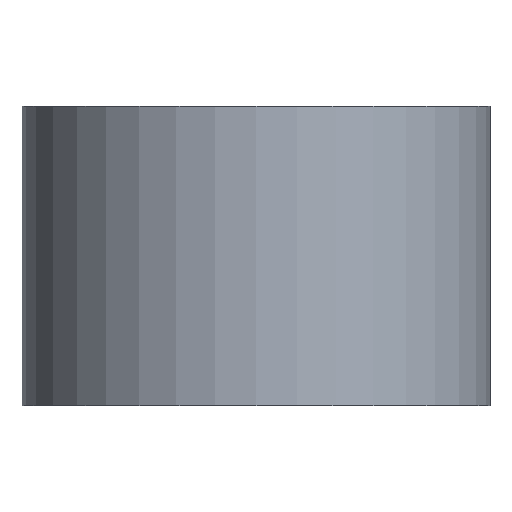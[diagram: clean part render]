
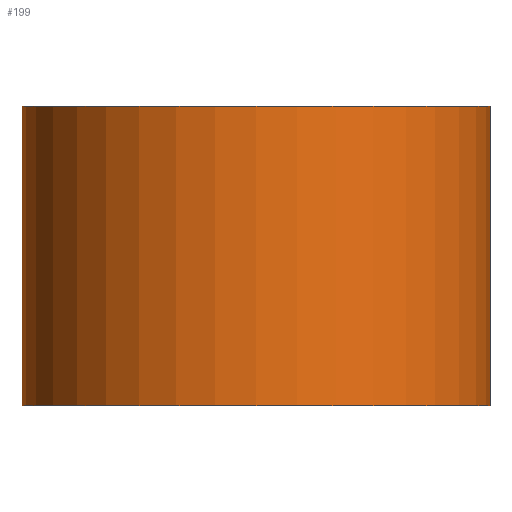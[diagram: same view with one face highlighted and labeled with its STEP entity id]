
A CAD part, front view. The second image highlights one B-rep face of the part: STEP entity #199.
In plain terms, the highlighted cylindrical face has radius 25 mm (diameter 50 mm), a partial arc.
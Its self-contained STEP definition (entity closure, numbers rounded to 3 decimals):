
#3 = LINE ( 'NONE', #109, #171 ) ;
#9 = VERTEX_POINT ( 'NONE', #237 ) ;
#31 = EDGE_CURVE ( 'NONE', #44, #314, #275, .T. ) ;
#42 = EDGE_LOOP ( 'NONE', ( #120, #182, #153, #166 ) ) ;
#44 = VERTEX_POINT ( 'NONE', #271 ) ;
#45 = AXIS2_PLACEMENT_3D ( 'NONE', #214, #66, #318 ) ;
#51 = AXIS2_PLACEMENT_3D ( 'NONE', #294, #220, #72 ) ;
#52 = DIRECTION ( 'NONE',  ( 0., 0., 1. ) ) ;
#66 = DIRECTION ( 'NONE',  ( 0., 0., 1. ) ) ;
#67 = VERTEX_POINT ( 'NONE', #111 ) ;
#72 = DIRECTION ( 'NONE',  ( 1., 0., 0. ) ) ;
#109 = CARTESIAN_POINT ( 'NONE',  ( -25., 0., 40. ) ) ;
#111 = CARTESIAN_POINT ( 'NONE',  ( -25., 0., 0. ) ) ;
#120 = ORIENTED_EDGE ( 'NONE', *, *, #178, .F. ) ;
#144 = CARTESIAN_POINT ( 'NONE',  ( 25., 0., 32. ) ) ;
#153 = ORIENTED_EDGE ( 'NONE', *, *, #157, .T. ) ;
#155 = DIRECTION ( 'NONE',  ( 0., 0., 1. ) ) ;
#157 = EDGE_CURVE ( 'NONE', #9, #314, #226, .T. ) ;
#166 = ORIENTED_EDGE ( 'NONE', *, *, #31, .F. ) ;
#171 = VECTOR ( 'NONE', #155, 1000. ) ;
#178 = EDGE_CURVE ( 'NONE', #67, #44, #3, .T. ) ;
#182 = ORIENTED_EDGE ( 'NONE', *, *, #295, .T. ) ;
#195 = DIRECTION ( 'NONE',  ( 1., 0., 0. ) ) ;
#199 = ADVANCED_FACE ( 'NONE', ( #267 ), #262, .T. ) ;
#205 = CARTESIAN_POINT ( 'NONE',  ( 25., 0., 40. ) ) ;
#214 = CARTESIAN_POINT ( 'NONE',  ( 0., 0., 40. ) ) ;
#220 = DIRECTION ( 'NONE',  ( 0., 0., 1. ) ) ;
#223 = AXIS2_PLACEMENT_3D ( 'NONE', #304, #52, #195 ) ;
#226 = LINE ( 'NONE', #205, #245 ) ;
#237 = CARTESIAN_POINT ( 'NONE',  ( 25., 0., 0. ) ) ;
#245 = VECTOR ( 'NONE', #278, 1000. ) ;
#262 = CYLINDRICAL_SURFACE ( 'NONE', #45, 25. ) ;
#267 = FACE_OUTER_BOUND ( 'NONE', #42, .T. ) ;
#271 = CARTESIAN_POINT ( 'NONE',  ( -25., 0., 32. ) ) ;
#275 = CIRCLE ( 'NONE', #223, 25. ) ;
#278 = DIRECTION ( 'NONE',  ( 0., 0., 1. ) ) ;
#294 = CARTESIAN_POINT ( 'NONE',  ( 0., 0., 0. ) ) ;
#295 = EDGE_CURVE ( 'NONE', #67, #9, #329, .T. ) ;
#304 = CARTESIAN_POINT ( 'NONE',  ( 0., 0., 32. ) ) ;
#314 = VERTEX_POINT ( 'NONE', #144 ) ;
#318 = DIRECTION ( 'NONE',  ( 1., 0., 0. ) ) ;
#329 = CIRCLE ( 'NONE', #51, 25. ) ;
